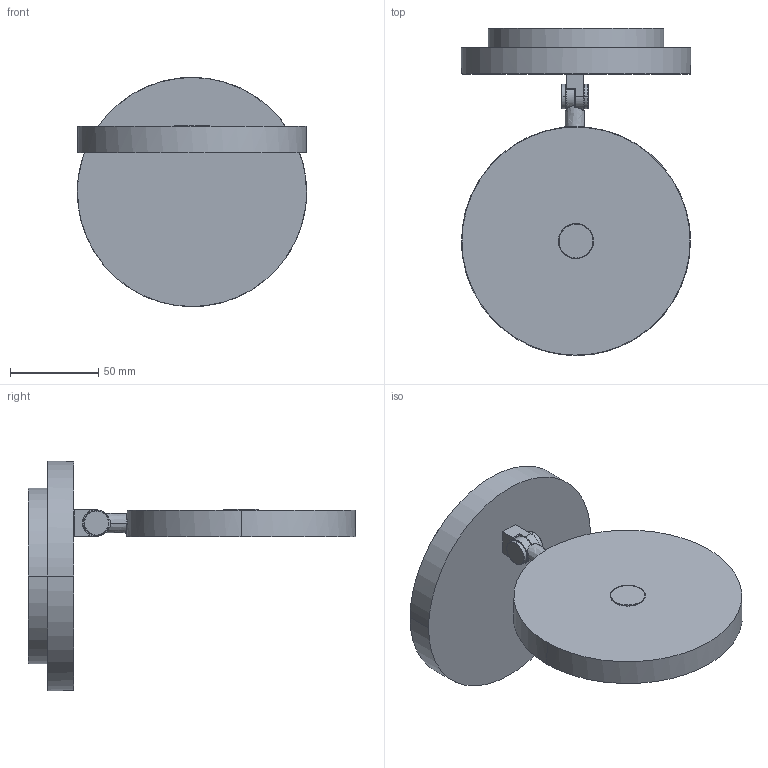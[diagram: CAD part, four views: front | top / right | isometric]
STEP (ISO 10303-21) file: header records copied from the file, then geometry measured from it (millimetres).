
FILE_DESCRIPTION(/* description */ (''),/* implementation_level */ '2;1');
FILE_NAME(/* name */ '173000_demetra faretto',/* time_stamp */ '2016-05-16T10:42:09+02:00',/* author */ (''),/* organization */ (''),/* preprocessor_version */ 'ST-DEVELOPER v10',/* originating_system */ '',/* authorisation */ '');
FILE_SCHEMA (('CONFIG_CONTROL_DESIGN'));
Length unit declared in the file: millimetre
Products named in the file (1): 1
Bounding box: 130.26 x 185.74 x 130.25 mm (x, y, z)
Volume: 229043.4 mm3; surface area: 83169.7 mm2
Topology: 3 solids, 11 shells, 94 faces, 228 edges, 151 vertices
Faces by surface type: bspline 67, plane 27
Entity records: 4153 total; most frequent: CARTESIAN_POINT 2814, ORIENTED_EDGE 404, EDGE_CURVE 226, VERTEX_POINT 151, EDGE_LOOP 107, ADVANCED_FACE 94, FACE_OUTER_BOUND 94, B_SPLINE_CURVE_WITH_KNOTS 52
